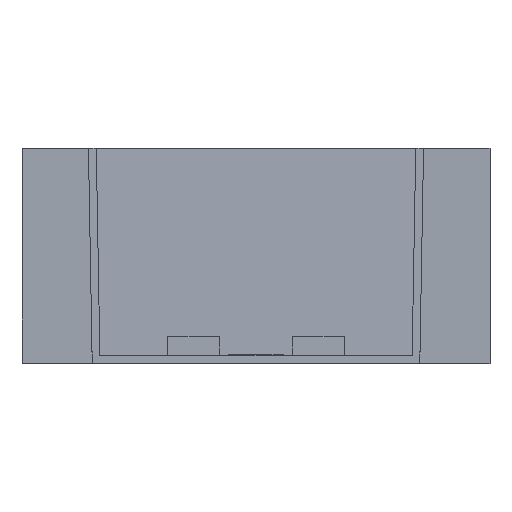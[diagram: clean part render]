
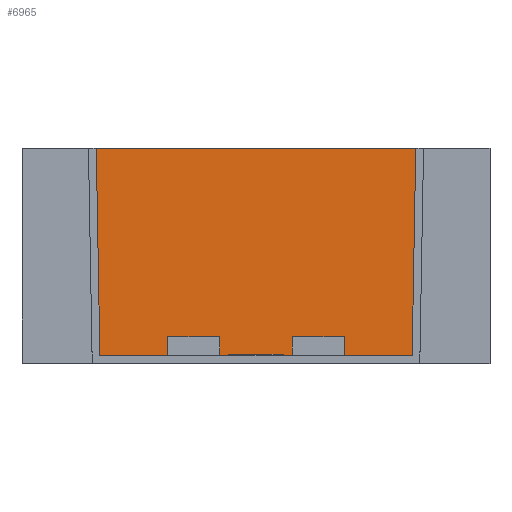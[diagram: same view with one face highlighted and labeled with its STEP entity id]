
A CAD part, top view. The second image highlights one B-rep face of the part: STEP entity #6965.
In plain terms, the highlighted planar face has unit normal (0, 0.018, 1).
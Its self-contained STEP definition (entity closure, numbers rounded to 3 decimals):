
#17 = CARTESIAN_POINT ( 'NONE',  ( -45., 41.3, -37.471 ) ) ;
#470 = CARTESIAN_POINT ( 'NONE',  ( -45., 1.5, -36.776 ) ) ;
#570 = VERTEX_POINT ( 'NONE', #9329 ) ;
#946 = DIRECTION ( 'NONE',  ( -1., 0., 0. ) ) ;
#1301 = VECTOR ( 'NONE', #6397, 1000. ) ;
#1430 = VECTOR ( 'NONE', #946, 1000. ) ;
#2144 = VECTOR ( 'NONE', #2284, 1000. ) ;
#2284 = DIRECTION ( 'NONE',  ( 0., -1., 0.017 ) ) ;
#2320 = VERTEX_POINT ( 'NONE', #5364 ) ;
#2998 = EDGE_CURVE ( 'NONE', #2320, #9711, #10211, .T. ) ;
#3533 = EDGE_CURVE ( 'NONE', #570, #2320, #5965, .T. ) ;
#3748 = LINE ( 'NONE', #7853, #2144 ) ;
#4484 = EDGE_CURVE ( 'NONE', #570, #8530, #6390, .T. ) ;
#4770 = EDGE_CURVE ( 'NONE', #8530, #9711, #3748, .T. ) ;
#4817 = CARTESIAN_POINT ( 'NONE',  ( -45., 1.5, -36.776 ) ) ;
#5210 = DIRECTION ( 'NONE',  ( 0., 1., -0.017 ) ) ;
#5364 = CARTESIAN_POINT ( 'NONE',  ( 45., 1.5, -36.776 ) ) ;
#5965 = LINE ( 'NONE', #7237, #1301 ) ;
#6051 = DIRECTION ( 'NONE',  ( -1., 0., 0. ) ) ;
#6258 = ORIENTED_EDGE ( 'NONE', *, *, #4484, .T. ) ;
#6390 = LINE ( 'NONE', #17, #1430 ) ;
#6397 = DIRECTION ( 'NONE',  ( 0., -1., 0.017 ) ) ;
#6965 = ADVANCED_FACE ( 'NONE', ( #11958 ), #8936, .F. ) ;
#7237 = CARTESIAN_POINT ( 'NONE',  ( 45., 0.026, -36.75 ) ) ;
#7716 = VECTOR ( 'NONE', #6051, 1000. ) ;
#7846 = ORIENTED_EDGE ( 'NONE', *, *, #4770, .T. ) ;
#7853 = CARTESIAN_POINT ( 'NONE',  ( -45., 41.314, -37.471 ) ) ;
#7906 = ORIENTED_EDGE ( 'NONE', *, *, #3533, .F. ) ;
#8530 = VERTEX_POINT ( 'NONE', #9008 ) ;
#8641 = AXIS2_PLACEMENT_3D ( 'NONE', #9863, #10765, #5210 ) ;
#8936 = PLANE ( 'NONE',  #8641 ) ;
#9008 = CARTESIAN_POINT ( 'NONE',  ( -45., 41.3, -37.471 ) ) ;
#9329 = CARTESIAN_POINT ( 'NONE',  ( 45., 41.3, -37.471 ) ) ;
#9516 = EDGE_LOOP ( 'NONE', ( #7846, #10592, #7906, #6258 ) ) ;
#9711 = VERTEX_POINT ( 'NONE', #4817 ) ;
#9863 = CARTESIAN_POINT ( 'NONE',  ( -45., 0.026, -36.75 ) ) ;
#10211 = LINE ( 'NONE', #470, #7716 ) ;
#10592 = ORIENTED_EDGE ( 'NONE', *, *, #2998, .F. ) ;
#10765 = DIRECTION ( 'NONE',  ( 0., -0.017, -1. ) ) ;
#11958 = FACE_OUTER_BOUND ( 'NONE', #9516, .T. ) ;
